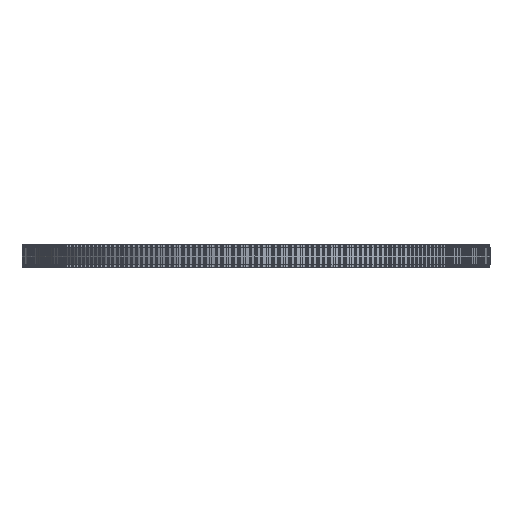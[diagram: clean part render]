
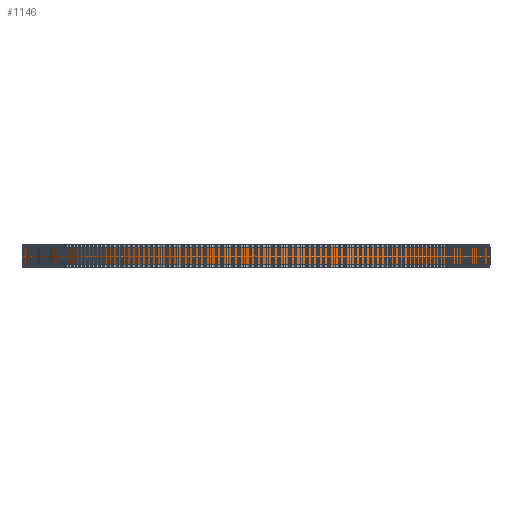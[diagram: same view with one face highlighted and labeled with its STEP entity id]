
A CAD part, front view. The second image highlights one B-rep face of the part: STEP entity #1146.
In plain terms, the highlighted cylindrical face has radius 81.487 mm (diameter 162.975 mm), a full revolution.
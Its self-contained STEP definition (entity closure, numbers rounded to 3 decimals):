
#97=FACE_BOUND('',#4224,.T.);
#98=FACE_BOUND('',#4225,.T.);
#1146=ADVANCED_FACE('',(#97,#98),#2171,.T.);
#2171=CYLINDRICAL_SURFACE('',#22671,81.487);
#4224=EDGE_LOOP('',(#12418));
#4225=EDGE_LOOP('',(#12419));
#12418=ORIENTED_EDGE('',*,*,#17542,.T.);
#12419=ORIENTED_EDGE('',*,*,#17543,.T.);
#14468=VERTEX_POINT('',#36000);
#14469=VERTEX_POINT('',#36002);
#17542=EDGE_CURVE('',#14468,#14468,#19592,.T.);
#17543=EDGE_CURVE('',#14469,#14469,#19593,.T.);
#19592=CIRCLE('',#22669,81.487);
#19593=CIRCLE('',#22670,81.487);
#22669=AXIS2_PLACEMENT_3D('',#35999,#29846,#29847);
#22670=AXIS2_PLACEMENT_3D('',#36001,#29848,#29849);
#22671=AXIS2_PLACEMENT_3D('',#36003,#29850,#29851);
#29846=DIRECTION('',(0.,0.,1.));
#29847=DIRECTION('',(1.,0.,0.));
#29848=DIRECTION('',(0.,0.,-1.));
#29849=DIRECTION('',(1.,0.,0.));
#29850=DIRECTION('',(0.,0.,1.));
#29851=DIRECTION('',(1.,0.,0.));
#35999=CARTESIAN_POINT('',(0.,0.,1.));
#36000=CARTESIAN_POINT('',(81.487,0.,1.));
#36001=CARTESIAN_POINT('',(0.,0.,7.));
#36002=CARTESIAN_POINT('',(81.487,0.,7.));
#36003=CARTESIAN_POINT('',(0.,0.,1.));
